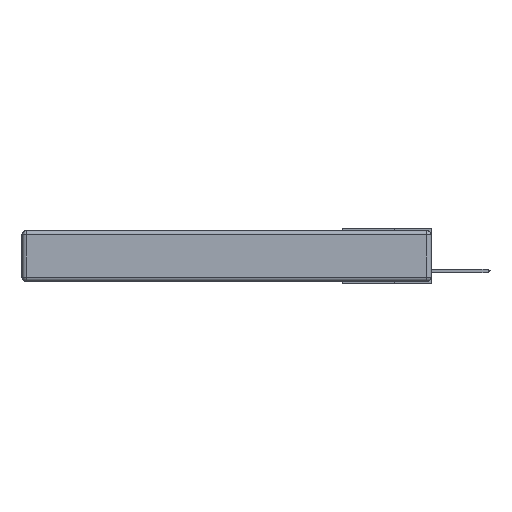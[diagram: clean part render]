
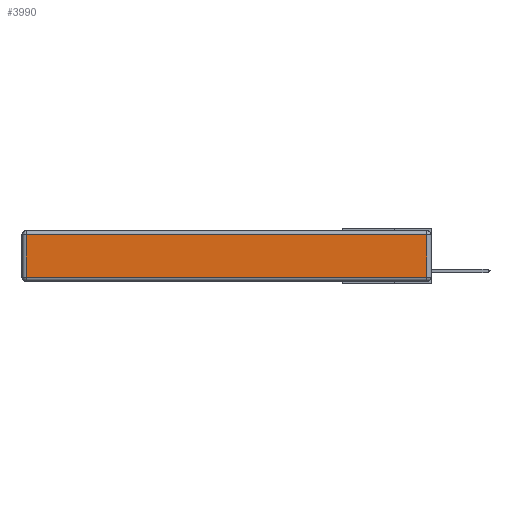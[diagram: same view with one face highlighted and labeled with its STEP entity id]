
A CAD part, left-side view. The second image highlights one B-rep face of the part: STEP entity #3990.
In plain terms, the highlighted planar face has unit normal (-1, 0, 0).
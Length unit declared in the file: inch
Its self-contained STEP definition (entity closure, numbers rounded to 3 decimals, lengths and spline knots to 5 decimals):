
#1174 = DIRECTION ( 'NONE',  ( -1., 0., 0. ) ) ;
#2248 = CARTESIAN_POINT ( 'NONE',  ( 0., 0.03, -0.343 ) ) ;
#2343 = ORIENTED_EDGE ( 'NONE', *, *, #4165, .T. ) ;
#2452 = ORIENTED_EDGE ( 'NONE', *, *, #20421, .T. ) ;
#2759 = EDGE_CURVE ( 'NONE', #8895, #11827, #7366, .T. ) ;
#2806 = EDGE_CURVE ( 'NONE', #11827, #20798, #4111, .T. ) ;
#3358 = EDGE_LOOP ( 'NONE', ( #17431, #9095, #2343, #2452 ) ) ;
#3807 = DIRECTION ( 'NONE',  ( 0., -1., 0. ) ) ;
#3990 = ADVANCED_FACE ( 'NONE', ( #21636 ), #11546, .T. ) ;
#4111 = LINE ( 'NONE', #2248, #8445 ) ;
#4165 = EDGE_CURVE ( 'NONE', #20798, #11323, #9496, .T. ) ;
#4993 = VECTOR ( 'NONE', #19926, 39.37008 ) ;
#7366 = LINE ( 'NONE', #10398, #14675 ) ;
#7760 = DIRECTION ( 'NONE',  ( 0., 0., 1. ) ) ;
#8445 = VECTOR ( 'NONE', #14370, 39.37008 ) ;
#8895 = VERTEX_POINT ( 'NONE', #21864 ) ;
#9095 = ORIENTED_EDGE ( 'NONE', *, *, #2806, .T. ) ;
#9496 = LINE ( 'NONE', #20350, #15942 ) ;
#10398 = CARTESIAN_POINT ( 'NONE',  ( 0., 0., -0.313 ) ) ;
#11323 = VERTEX_POINT ( 'NONE', #12024 ) ;
#11546 = PLANE ( 'NONE',  #21298 ) ;
#11827 = VERTEX_POINT ( 'NONE', #17855 ) ;
#12024 = CARTESIAN_POINT ( 'NONE',  ( 0., 2.72, -0.03 ) ) ;
#13016 = CARTESIAN_POINT ( 'NONE',  ( 0., 2.72, -0.343 ) ) ;
#13354 = DIRECTION ( 'NONE',  ( 0., 1., 0. ) ) ;
#14370 = DIRECTION ( 'NONE',  ( 0., 0., 1. ) ) ;
#14675 = VECTOR ( 'NONE', #3807, 39.37008 ) ;
#14878 = CARTESIAN_POINT ( 'NONE',  ( 0., 0., -0.343 ) ) ;
#15942 = VECTOR ( 'NONE', #13354, 39.37008 ) ;
#17431 = ORIENTED_EDGE ( 'NONE', *, *, #2759, .T. ) ;
#17497 = CARTESIAN_POINT ( 'NONE',  ( 0., 0.03, -0.03 ) ) ;
#17855 = CARTESIAN_POINT ( 'NONE',  ( 0., 0.03, -0.313 ) ) ;
#18771 = LINE ( 'NONE', #13016, #4993 ) ;
#19926 = DIRECTION ( 'NONE',  ( 0., 0., -1. ) ) ;
#20350 = CARTESIAN_POINT ( 'NONE',  ( 0., 2.75, -0.03 ) ) ;
#20421 = EDGE_CURVE ( 'NONE', #11323, #8895, #18771, .T. ) ;
#20798 = VERTEX_POINT ( 'NONE', #17497 ) ;
#21298 = AXIS2_PLACEMENT_3D ( 'NONE', #14878, #1174, #7760 ) ;
#21636 = FACE_OUTER_BOUND ( 'NONE', #3358, .T. ) ;
#21864 = CARTESIAN_POINT ( 'NONE',  ( 0., 2.72, -0.313 ) ) ;
